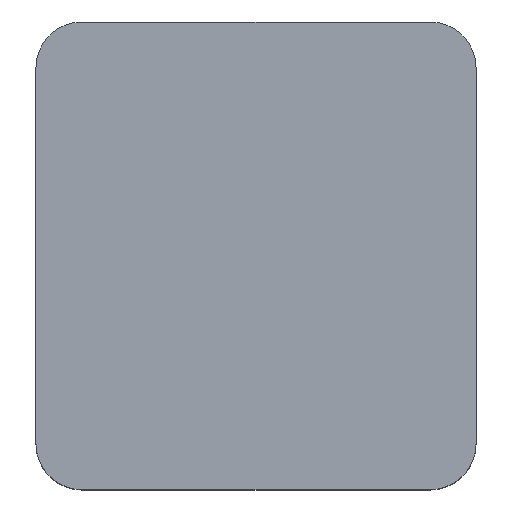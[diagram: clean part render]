
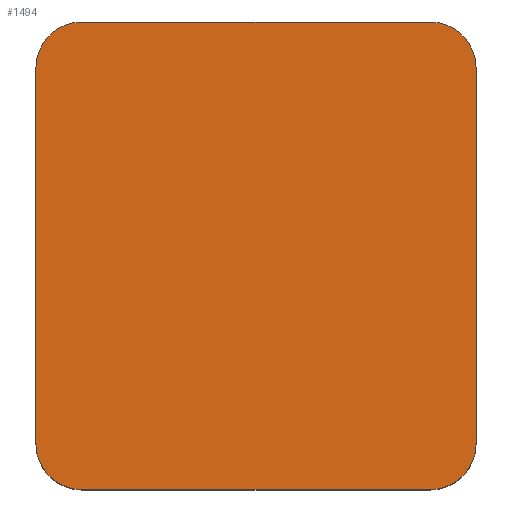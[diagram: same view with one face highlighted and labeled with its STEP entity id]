
A CAD part, top view. The second image highlights one B-rep face of the part: STEP entity #1494.
In plain terms, the highlighted planar face has unit normal (0, 0, 1).
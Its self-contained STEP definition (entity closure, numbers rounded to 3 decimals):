
#101=CIRCLE('',#1640,5.);
#102=CIRCLE('',#1643,5.);
#103=CIRCLE('',#1646,5.);
#104=CIRCLE('',#1649,5.);
#222=FACE_OUTER_BOUND('',#320,.T.);
#320=EDGE_LOOP('',(#1359,#1360,#1361,#1362,#1363,#1364,#1365,#1366));
#450=LINE('',#2509,#588);
#453=LINE('',#2517,#591);
#456=LINE('',#2525,#594);
#458=LINE('',#2531,#596);
#588=VECTOR('',#2071,10.);
#591=VECTOR('',#2080,10.);
#594=VECTOR('',#2089,10.);
#596=VECTOR('',#2097,10.);
#729=VERTEX_POINT('',#2501);
#730=VERTEX_POINT('',#2503);
#731=VERTEX_POINT('',#2507);
#732=VERTEX_POINT('',#2511);
#733=VERTEX_POINT('',#2515);
#734=VERTEX_POINT('',#2519);
#735=VERTEX_POINT('',#2521);
#736=VERTEX_POINT('',#2527);
#932=EDGE_CURVE('',#729,#730,#101,.T.);
#935=EDGE_CURVE('',#729,#731,#450,.T.);
#937=EDGE_CURVE('',#732,#731,#102,.T.);
#939=EDGE_CURVE('',#732,#733,#453,.T.);
#941=EDGE_CURVE('',#734,#735,#103,.T.);
#943=EDGE_CURVE('',#734,#730,#456,.T.);
#945=EDGE_CURVE('',#736,#733,#104,.T.);
#946=EDGE_CURVE('',#736,#735,#458,.T.);
#1359=ORIENTED_EDGE('',*,*,#941,.F.);
#1360=ORIENTED_EDGE('',*,*,#943,.T.);
#1361=ORIENTED_EDGE('',*,*,#932,.F.);
#1362=ORIENTED_EDGE('',*,*,#935,.T.);
#1363=ORIENTED_EDGE('',*,*,#937,.F.);
#1364=ORIENTED_EDGE('',*,*,#939,.T.);
#1365=ORIENTED_EDGE('',*,*,#945,.F.);
#1366=ORIENTED_EDGE('',*,*,#946,.T.);
#1412=PLANE('',#1651);
#1494=ADVANCED_FACE('',(#222),#1412,.T.);
#1640=AXIS2_PLACEMENT_3D('',#2504,#2065,#2066);
#1643=AXIS2_PLACEMENT_3D('',#2513,#2075,#2076);
#1646=AXIS2_PLACEMENT_3D('',#2522,#2084,#2085);
#1649=AXIS2_PLACEMENT_3D('',#2529,#2093,#2094);
#1651=AXIS2_PLACEMENT_3D('',#2532,#2098,#2099);
#2065=DIRECTION('center_axis',(0.,0.,-1.));
#2066=DIRECTION('ref_axis',(-0.707,-0.707,0.));
#2071=DIRECTION('',(1.,0.,0.));
#2075=DIRECTION('center_axis',(0.,0.,-1.));
#2076=DIRECTION('ref_axis',(0.707,-0.707,0.));
#2080=DIRECTION('',(0.,1.,0.));
#2084=DIRECTION('center_axis',(0.,0.,-1.));
#2085=DIRECTION('ref_axis',(-0.707,0.707,0.));
#2089=DIRECTION('',(0.,-1.,0.));
#2093=DIRECTION('center_axis',(0.,0.,-1.));
#2094=DIRECTION('ref_axis',(0.707,0.707,0.));
#2097=DIRECTION('',(-1.,0.,0.));
#2098=DIRECTION('center_axis',(0.,0.,1.));
#2099=DIRECTION('ref_axis',(1.,0.,0.));
#2501=CARTESIAN_POINT('',(-19.,-25.5,22.));
#2503=CARTESIAN_POINT('',(-24.,-20.5,22.));
#2504=CARTESIAN_POINT('Origin',(-19.,-20.5,22.));
#2507=CARTESIAN_POINT('',(19.,-25.5,22.));
#2509=CARTESIAN_POINT('',(-24.,-25.5,22.));
#2511=CARTESIAN_POINT('',(24.,-20.5,22.));
#2513=CARTESIAN_POINT('Origin',(19.,-20.5,22.));
#2515=CARTESIAN_POINT('',(24.,20.5,22.));
#2517=CARTESIAN_POINT('',(24.,-25.5,22.));
#2519=CARTESIAN_POINT('',(-24.,20.5,22.));
#2521=CARTESIAN_POINT('',(-19.,25.5,22.));
#2522=CARTESIAN_POINT('Origin',(-19.,20.5,22.));
#2525=CARTESIAN_POINT('',(-24.,25.5,22.));
#2527=CARTESIAN_POINT('',(19.,25.5,22.));
#2529=CARTESIAN_POINT('Origin',(19.,20.5,22.));
#2531=CARTESIAN_POINT('',(24.,25.5,22.));
#2532=CARTESIAN_POINT('Origin',(0.,0.,
22.));
